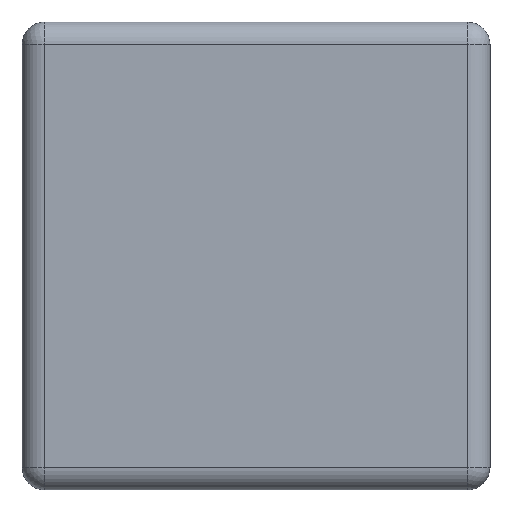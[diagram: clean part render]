
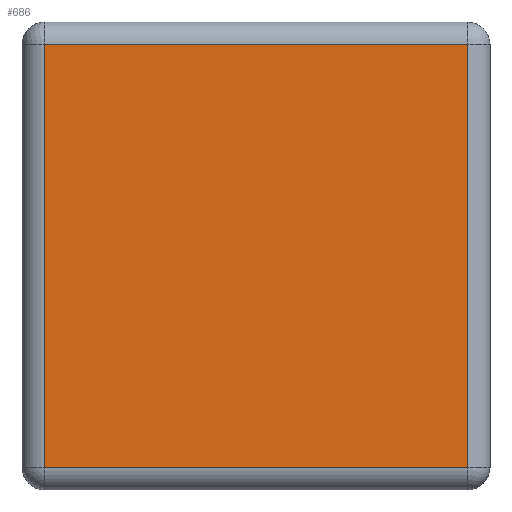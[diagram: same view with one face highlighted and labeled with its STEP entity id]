
A CAD part, left-side view. The second image highlights one B-rep face of the part: STEP entity #686.
In plain terms, the highlighted planar face has unit normal (-1, 0, 0).
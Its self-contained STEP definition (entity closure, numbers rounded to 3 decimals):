
#32=PLANE('',#784);
#68=LINE('',#1148,#124);
#70=LINE('',#1151,#126);
#73=LINE('',#1159,#129);
#76=LINE('',#1163,#132);
#124=VECTOR('',#936,10.);
#126=VECTOR('',#940,10.);
#129=VECTOR('',#949,10.);
#132=VECTOR('',#954,10.);
#204=FACE_OUTER_BOUND('',#250,.T.);
#250=EDGE_LOOP('',(#595,#596,#597,#598));
#331=VERTEX_POINT('',#1113);
#336=VERTEX_POINT('',#1123);
#337=VERTEX_POINT('',#1127);
#341=VERTEX_POINT('',#1135);
#419=EDGE_CURVE('',#337,#341,#68,.T.);
#421=EDGE_CURVE('',#341,#336,#70,.T.);
#425=EDGE_CURVE('',#331,#337,#73,.T.);
#428=EDGE_CURVE('',#336,#331,#76,.T.);
#595=ORIENTED_EDGE('',*,*,#419,.F.);
#596=ORIENTED_EDGE('',*,*,#425,.F.);
#597=ORIENTED_EDGE('',*,*,#428,.F.);
#598=ORIENTED_EDGE('',*,*,#421,.F.);
#686=ADVANCED_FACE('',(#204),#32,.T.);
#784=AXIS2_PLACEMENT_3D('',#1199,#989,#990);
#936=DIRECTION('',(0.,1.,0.));
#940=DIRECTION('',(0.,0.,1.));
#949=DIRECTION('',(0.,0.,-1.));
#954=DIRECTION('',(0.,-1.,0.));
#989=DIRECTION('center_axis',(-1.,0.,0.));
#990=DIRECTION('ref_axis',(0.,-1.,0.));
#1113=CARTESIAN_POINT('',(-1.,-0.565,1.19));
#1123=CARTESIAN_POINT('',(-1.,0.565,1.19));
#1127=CARTESIAN_POINT('',(-1.,-0.565,0.06));
#1135=CARTESIAN_POINT('',(-1.,0.565,0.06));
#1148=CARTESIAN_POINT('',(-1.,0.313,0.06));
#1151=CARTESIAN_POINT('',(-1.,0.565,0.));
#1159=CARTESIAN_POINT('',(-1.,-0.565,0.));
#1163=CARTESIAN_POINT('',(-1.,0.313,1.19));
#1199=CARTESIAN_POINT('Origin',(-1.,0.625,0.));
